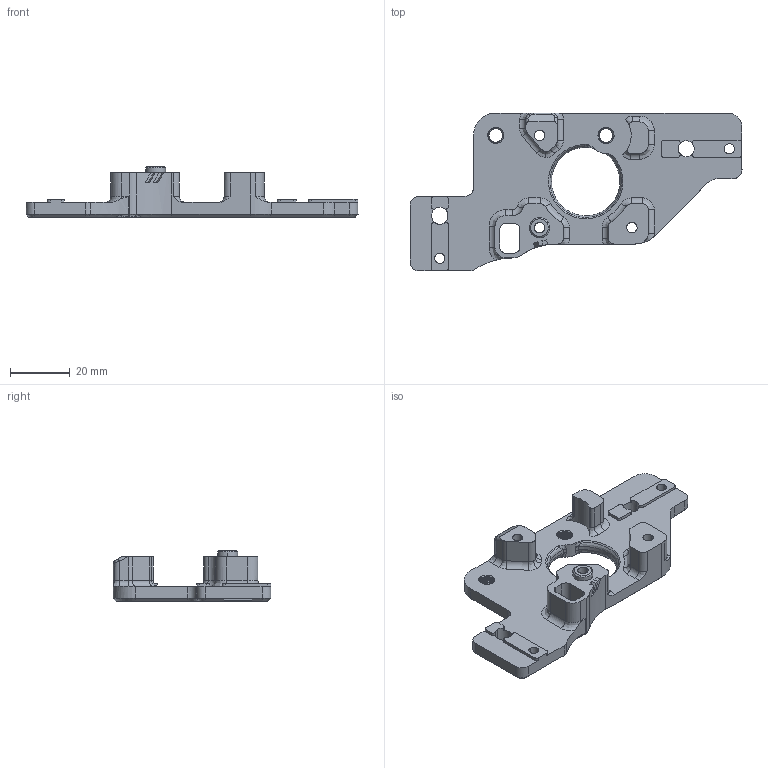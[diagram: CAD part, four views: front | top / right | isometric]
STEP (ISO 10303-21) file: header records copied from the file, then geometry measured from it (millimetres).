
FILE_DESCRIPTION (( 'STEP AP214' ), '1' );
FILE_NAME ('B Drive Frame Lower print.step', '2022-12-19T09:41:49', ( 'Windows User' ), ( 'P R C' ), 'SwSTEP 2.0', 'SolidWorks 2022', '' );
FILE_SCHEMA (( 'AUTOMOTIVE_DESIGN' ));
Length unit declared in the file: millimetre
Products named in the file (1): B Drive Frame Lower print
Bounding box: 111.5 x 53.03 x 17 mm (x, y, z)
Volume: 22802.6 mm3; surface area: 12194.3 mm2
Topology: 1 solids, 1 shells, 387 faces, 1036 edges, 659 vertices
Faces by surface type: cylinder 155, plane 135, bspline 53, cone 43, torus 1
Full cylindrical faces by diameter (mm): 5.12 x6
Entity records: 16761 total; most frequent: CARTESIAN_POINT 7837, ORIENTED_EDGE 2072, DIRECTION 1530, EDGE_CURVE 1036, VERTEX_POINT 659, AXIS2_PLACEMENT_3D 527, VECTOR 476, LINE 476
